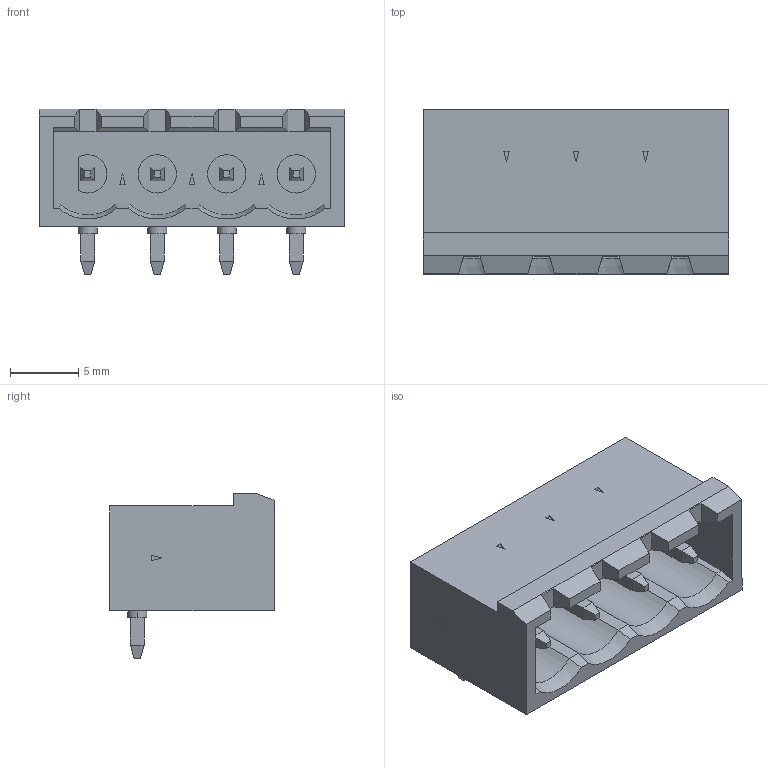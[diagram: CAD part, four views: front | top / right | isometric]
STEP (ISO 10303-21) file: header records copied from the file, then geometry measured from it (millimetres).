
FILE_DESCRIPTION((''),'2;1');
FILE_NAME('PHOENIX_1757268.stp','2010-02-10T12:58:32',(''),(''),'Mechanical Desktop 2010','Mechanical Desktop 2010',', , ');
FILE_SCHEMA(('AUTOMOTIVE_DESIGN { 1 2 10303 214 1 1 1 1 }'));
Length unit declared in the file: millimetre
Products named in the file (1): Product
Bounding box: 22.32 x 12 x 12.1 mm (x, y, z)
Volume: 1166.4 mm3; surface area: 1791.8 mm2
Topology: 17 solids, 17 shells, 247 faces, 558 edges, 360 vertices
Faces by surface type: plane 201, cylinder 38, cone 4, sphere 4
Entity records: 6904 total; most frequent: CARTESIAN_POINT 1262, DIRECTION 1130, ORIENTED_EDGE 1116, EDGE_CURVE 558, VECTOR 466, LINE 466, VERTEX_POINT 360, AXIS2_PLACEMENT_3D 332
